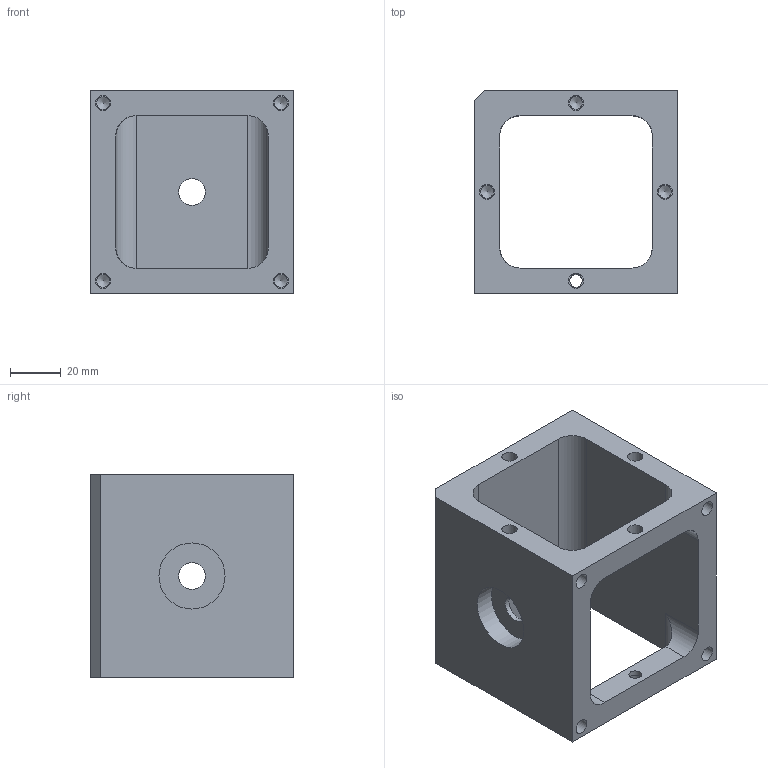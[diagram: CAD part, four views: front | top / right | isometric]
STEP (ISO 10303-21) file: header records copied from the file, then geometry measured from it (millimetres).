
FILE_DESCRIPTION(/* description */ (' ','ARM_SCHEMA: ap238_arm_schema'),/* implementation_level */ '2;1');
FILE_NAME(/* name */ 'Boxy_Part_Modified - 214.stp',/* time_stamp */ '2014-05-13T14:28:00-04:00',/* author */ (' '),/* organization */ (''),/* preprocessor_version */ 'ST-DEVELOPER v16',/* originating_system */ '',/* authorisation */ ' ');
FILE_SCHEMA (('AP242_MANAGED_MODEL_BASED_3D_ENGINEERING_MIM_LF { 1 0 10303 442 20131030 1 4 }'));
Length unit declared in the file: millimetre
Products named in the file (1): Boxy_Part_IPM_OP39_Setup_7_cf
Bounding box: 80 x 80 x 80 mm (x, y, z)
Volume: 174199.2 mm3; surface area: 48623.2 mm2
Topology: 1 solids, 1 shells, 79 faces, 198 edges, 135 vertices
Faces by surface type: cylinder 40, plane 29, cone 10
Full cylindrical faces by diameter (mm): 5 x12, 6 x12, 10.6 x3, 26 x3
Entity records: 9136 total; most frequent: CARTESIAN_POINT 5013, POLYLINE 754, DIRECTION 533, ORIENTED_EDGE 376, AXIS2_PLACEMENT_3D 237, EDGE_CURVE 188, VERTEX_POINT 135, EDGE_LOOP 117
